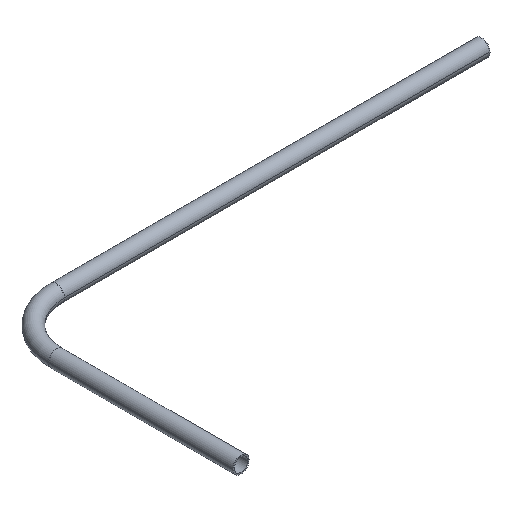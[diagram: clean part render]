
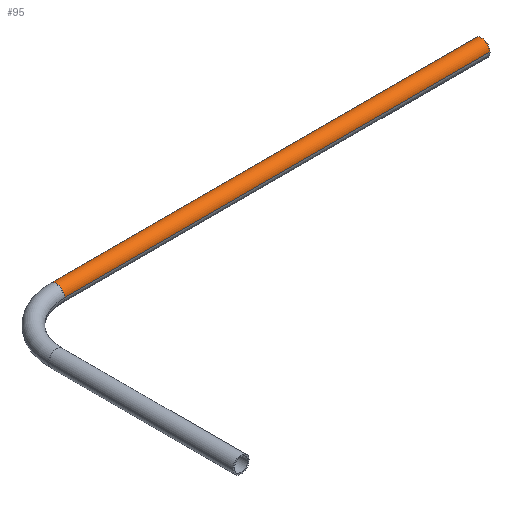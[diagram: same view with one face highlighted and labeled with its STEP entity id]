
A CAD part, isometric view. The second image highlights one B-rep face of the part: STEP entity #95.
In plain terms, the highlighted cylindrical face has radius 16.85 mm (diameter 33.7 mm), a partial arc.
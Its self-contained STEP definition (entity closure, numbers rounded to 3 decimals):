
#9 = EDGE_CURVE ( 'NONE', #38, #162, #82, .T. ) ;
#14 = LINE ( 'NONE', #354, #263 ) ;
#20 = DIRECTION ( 'NONE',  ( 1., 0., 0. ) ) ;
#25 = AXIS2_PLACEMENT_3D ( 'NONE', #288, #76, #319 ) ;
#38 = VERTEX_POINT ( 'NONE', #435 ) ;
#53 = DIRECTION ( 'NONE',  ( 1., 0., 0. ) ) ;
#55 = EDGE_CURVE ( 'NONE', #177, #38, #227, .T. ) ;
#65 = CARTESIAN_POINT ( 'NONE',  ( 750., 500., 0. ) ) ;
#74 = CARTESIAN_POINT ( 'NONE',  ( -133., 516.85, 0. ) ) ;
#76 = DIRECTION ( 'NONE',  ( 1., 0., 0. ) ) ;
#82 = CIRCLE ( 'NONE', #399, 16.85 ) ;
#94 = CARTESIAN_POINT ( 'NONE',  ( 750., 483.15, 0. ) ) ;
#95 = ADVANCED_FACE ( 'NONE', ( #172 ), #317, .T. ) ;
#152 = ORIENTED_EDGE ( 'NONE', *, *, #9, .F. ) ;
#159 = CARTESIAN_POINT ( 'NONE',  ( -133., 483.15, 0. ) ) ;
#162 = VERTEX_POINT ( 'NONE', #94 ) ;
#172 = FACE_OUTER_BOUND ( 'NONE', #293, .T. ) ;
#177 = VERTEX_POINT ( 'NONE', #418 ) ;
#182 = DIRECTION ( 'NONE',  ( 1., 0., 0. ) ) ;
#210 = DIRECTION ( 'NONE',  ( 0., 1., 0. ) ) ;
#218 = AXIS2_PLACEMENT_3D ( 'NONE', #279, #20, #210 ) ;
#227 = LINE ( 'NONE', #74, #405 ) ;
#241 = ORIENTED_EDGE ( 'NONE', *, *, #446, .T. ) ;
#257 = ORIENTED_EDGE ( 'NONE', *, *, #55, .F. ) ;
#263 = VECTOR ( 'NONE', #182, 1000. ) ;
#267 = VERTEX_POINT ( 'NONE', #159 ) ;
#279 = CARTESIAN_POINT ( 'NONE',  ( -133., 500., 0. ) ) ;
#283 = DIRECTION ( 'NONE',  ( 1., 0., 0. ) ) ;
#288 = CARTESIAN_POINT ( 'NONE',  ( -133., 500., 0. ) ) ;
#293 = EDGE_LOOP ( 'NONE', ( #241, #339, #152, #257 ) ) ;
#317 = CYLINDRICAL_SURFACE ( 'NONE', #218, 16.85 ) ;
#319 = DIRECTION ( 'NONE',  ( 0., 0., 1. ) ) ;
#339 = ORIENTED_EDGE ( 'NONE', *, *, #394, .T. ) ;
#346 = DIRECTION ( 'NONE',  ( 0., 0., 1. ) ) ;
#354 = CARTESIAN_POINT ( 'NONE',  ( -133., 483.15, 0. ) ) ;
#394 = EDGE_CURVE ( 'NONE', #267, #162, #14, .T. ) ;
#399 = AXIS2_PLACEMENT_3D ( 'NONE', #65, #53, #346 ) ;
#405 = VECTOR ( 'NONE', #283, 1000. ) ;
#413 = CIRCLE ( 'NONE', #25, 16.85 ) ;
#418 = CARTESIAN_POINT ( 'NONE',  ( -133., 516.85, 0. ) ) ;
#435 = CARTESIAN_POINT ( 'NONE',  ( 750., 516.85, 0. ) ) ;
#446 = EDGE_CURVE ( 'NONE', #177, #267, #413, .T. ) ;
